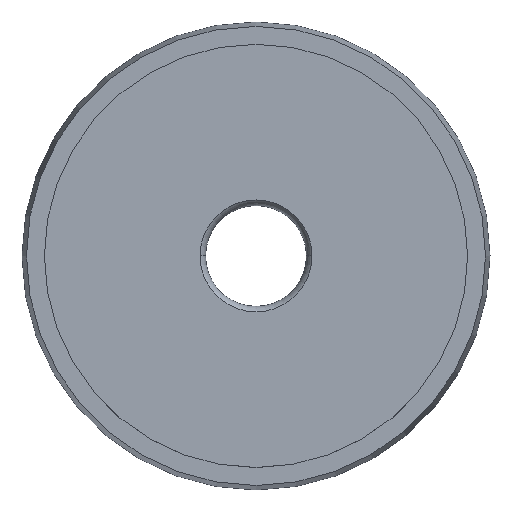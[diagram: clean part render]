
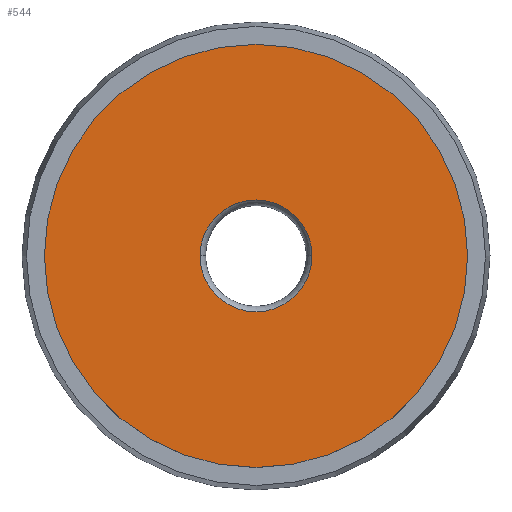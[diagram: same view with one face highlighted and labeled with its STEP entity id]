
A CAD part, top view. The second image highlights one B-rep face of the part: STEP entity #544.
In plain terms, the highlighted planar face has unit normal (0, 0, 1).
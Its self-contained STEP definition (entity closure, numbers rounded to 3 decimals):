
#5 = DIRECTION ( 'NONE',  ( 1., 0., 0. ) ) ;
#42 = AXIS2_PLACEMENT_3D ( 'NONE', #223, #325, #622 ) ;
#48 = DIRECTION ( 'NONE',  ( 0., 0., 1. ) ) ;
#73 = DIRECTION ( 'NONE',  ( -1., 0., 0. ) ) ;
#116 = EDGE_CURVE ( 'NONE', #235, #539, #627, .T. ) ;
#118 = CIRCLE ( 'NONE', #597, 2.5 ) ;
#120 = ORIENTED_EDGE ( 'NONE', *, *, #365, .F. ) ;
#138 = AXIS2_PLACEMENT_3D ( 'NONE', #405, #463, #148 ) ;
#148 = DIRECTION ( 'NONE',  ( 1., 0., 0. ) ) ;
#157 = CARTESIAN_POINT ( 'NONE',  ( -9.45, 0., 0. ) ) ;
#169 = DIRECTION ( 'NONE',  ( 0., 0., -1. ) ) ;
#181 = EDGE_LOOP ( 'NONE', ( #520, #352 ) ) ;
#196 = CIRCLE ( 'NONE', #138, 9.45 ) ;
#198 = AXIS2_PLACEMENT_3D ( 'NONE', #580, #169, #73 ) ;
#223 = CARTESIAN_POINT ( 'NONE',  ( 0., 0., 0. ) ) ;
#235 = VERTEX_POINT ( 'NONE', #157 ) ;
#239 = DIRECTION ( 'NONE',  ( 0., 0., 1. ) ) ;
#285 = FACE_BOUND ( 'NONE', #505, .T. ) ;
#308 = CARTESIAN_POINT ( 'NONE',  ( -2.5, 0., 0. ) ) ;
#320 = ORIENTED_EDGE ( 'NONE', *, *, #321, .F. ) ;
#321 = EDGE_CURVE ( 'NONE', #432, #510, #552, .T. ) ;
#325 = DIRECTION ( 'NONE',  ( 0., 0., 1. ) ) ;
#326 = CARTESIAN_POINT ( 'NONE',  ( 9.45, 0., 0. ) ) ;
#352 = ORIENTED_EDGE ( 'NONE', *, *, #116, .T. ) ;
#365 = EDGE_CURVE ( 'NONE', #510, #432, #118, .T. ) ;
#400 = AXIS2_PLACEMENT_3D ( 'NONE', #604, #48, #5 ) ;
#405 = CARTESIAN_POINT ( 'NONE',  ( 0., 0., 0. ) ) ;
#432 = VERTEX_POINT ( 'NONE', #449 ) ;
#449 = CARTESIAN_POINT ( 'NONE',  ( 2.5, 0., 0. ) ) ;
#463 = DIRECTION ( 'NONE',  ( 0., 0., 1. ) ) ;
#504 = DIRECTION ( 'NONE',  ( 1., 0., 0. ) ) ;
#505 = EDGE_LOOP ( 'NONE', ( #320, #120 ) ) ;
#507 = EDGE_CURVE ( 'NONE', #539, #235, #196, .T. ) ;
#510 = VERTEX_POINT ( 'NONE', #308 ) ;
#511 = FACE_OUTER_BOUND ( 'NONE', #181, .T. ) ;
#520 = ORIENTED_EDGE ( 'NONE', *, *, #507, .T. ) ;
#532 = PLANE ( 'NONE',  #198 ) ;
#539 = VERTEX_POINT ( 'NONE', #326 ) ;
#544 = ADVANCED_FACE ( 'NONE', ( #285, #511 ), #532, .F. ) ;
#552 = CIRCLE ( 'NONE', #42, 2.5 ) ;
#580 = CARTESIAN_POINT ( 'NONE',  ( 0., 0., 0. ) ) ;
#595 = CARTESIAN_POINT ( 'NONE',  ( 0., 0., 0. ) ) ;
#597 = AXIS2_PLACEMENT_3D ( 'NONE', #595, #239, #504 ) ;
#604 = CARTESIAN_POINT ( 'NONE',  ( 0., 0., 0. ) ) ;
#622 = DIRECTION ( 'NONE',  ( 1., 0., 0. ) ) ;
#627 = CIRCLE ( 'NONE', #400, 9.45 ) ;
